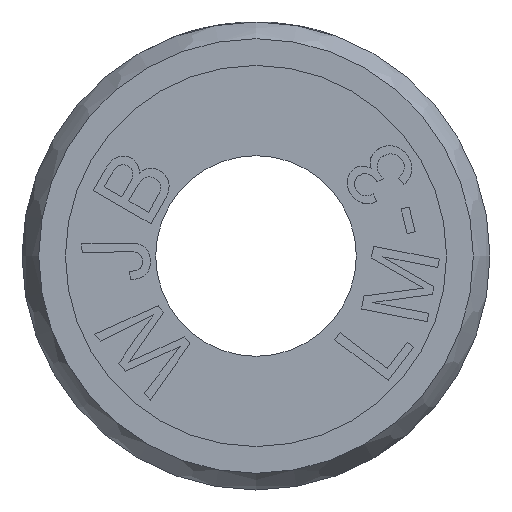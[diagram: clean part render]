
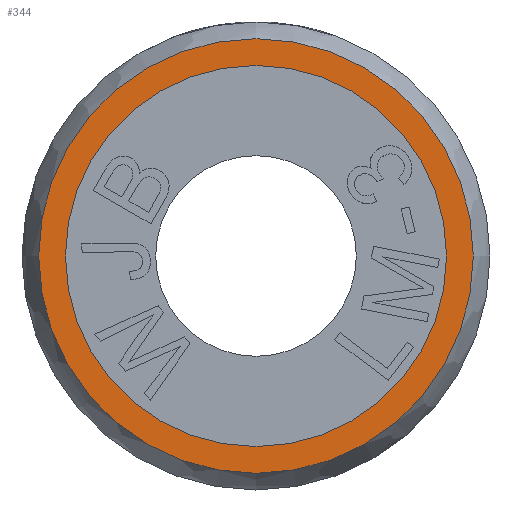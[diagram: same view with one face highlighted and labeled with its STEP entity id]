
A CAD part, left-side view. The second image highlights one B-rep face of the part: STEP entity #344.
In plain terms, the highlighted planar face has unit normal (-1, 0, 0).
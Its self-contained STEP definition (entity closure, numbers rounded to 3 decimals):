
#344=ADVANCED_FACE('',(#1036,#1037),#558,.T.);
#558=PLANE('',#4005);
#706=CIRCLE('',#4003,3.25);
#707=CIRCLE('',#4004,2.85);
#1036=FACE_BOUND('',#1086,.T.);
#1037=FACE_BOUND('',#1087,.T.);
#1086=EDGE_LOOP('',(#1481));
#1087=EDGE_LOOP('',(#1482));
#1481=ORIENTED_EDGE('',*,*,#2947,.T.);
#1482=ORIENTED_EDGE('',*,*,#2948,.F.);
#2577=VERTEX_POINT('',#5968);
#2578=VERTEX_POINT('',#5998);
#2947=EDGE_CURVE('',#2577,#2577,#706,.T.);
#2948=EDGE_CURVE('',#2578,#2578,#707,.T.);
#4003=AXIS2_PLACEMENT_3D('',#5967,#4318,#4319);
#4004=AXIS2_PLACEMENT_3D('',#5997,#4320,#4321);
#4005=AXIS2_PLACEMENT_3D('',#5999,#4322,#4323);
#4318=DIRECTION('',(-1.,0.,0.));
#4319=DIRECTION('',(0.,0.,1.));
#4320=DIRECTION('',(-1.,0.,0.));
#4321=DIRECTION('',(0.,0.,1.));
#4322=DIRECTION('',(-1.,0.,0.));
#4323=DIRECTION('',(0.,0.,1.));
#5967=CARTESIAN_POINT('',(0.,0.,0.));
#5968=CARTESIAN_POINT('',(0.,0.,3.25));
#5997=CARTESIAN_POINT('',(0.,0.,0.));
#5998=CARTESIAN_POINT('',(0.,0.,2.85));
#5999=CARTESIAN_POINT('',(0.,0.,3.05));
